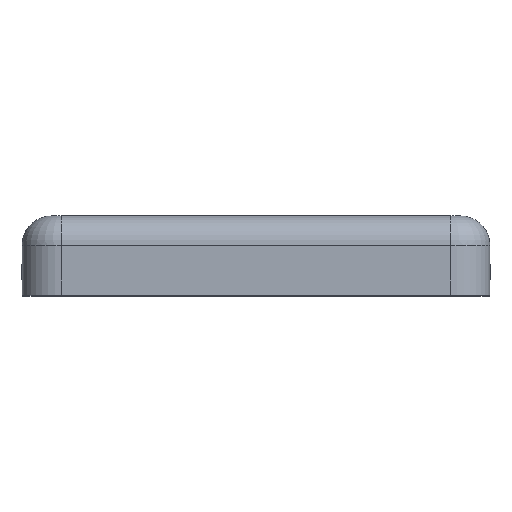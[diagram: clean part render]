
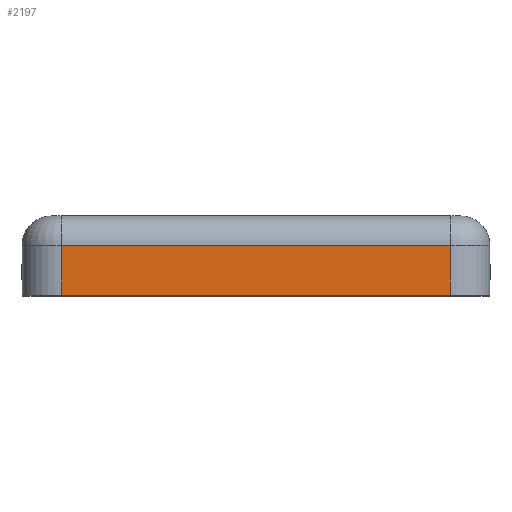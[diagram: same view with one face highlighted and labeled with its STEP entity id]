
A CAD part, top view. The second image highlights one B-rep face of the part: STEP entity #2197.
In plain terms, the highlighted planar face has unit normal (0, 0, 1).
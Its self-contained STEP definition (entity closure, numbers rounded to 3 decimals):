
#30 = CARTESIAN_POINT ( 'NONE',  ( -9.8, -3.7, 13.3 ) ) ;
#163 = EDGE_CURVE ( 'NONE', #2513, #2023, #2958, .T. ) ;
#206 = VECTOR ( 'NONE', #1896, 1000. ) ;
#221 = CARTESIAN_POINT ( 'NONE',  ( 9.8, 0., 13.3 ) ) ;
#267 = VECTOR ( 'NONE', #408, 1000. ) ;
#297 = VECTOR ( 'NONE', #1528, 1000. ) ;
#301 = CARTESIAN_POINT ( 'NONE',  ( -9.8, 0., 13.3 ) ) ;
#382 = EDGE_CURVE ( 'NONE', #2023, #1041, #2629, .T. ) ;
#408 = DIRECTION ( 'NONE',  ( 0., -1., 0. ) ) ;
#450 = VERTEX_POINT ( 'NONE', #2406 ) ;
#568 = EDGE_CURVE ( 'NONE', #2513, #450, #1443, .T. ) ;
#679 = PLANE ( 'NONE',  #1689 ) ;
#802 = EDGE_CURVE ( 'NONE', #450, #1041, #1542, .T. ) ;
#843 = CARTESIAN_POINT ( 'NONE',  ( 9.8, -3.7, 13.3 ) ) ;
#938 = CARTESIAN_POINT ( 'NONE',  ( 9.8, -1.2, 13.3 ) ) ;
#1041 = VERTEX_POINT ( 'NONE', #30 ) ;
#1145 = DIRECTION ( 'NONE',  ( -1., 0., 0. ) ) ;
#1194 = ORIENTED_EDGE ( 'NONE', *, *, #568, .F. ) ;
#1203 = CARTESIAN_POINT ( 'NONE',  ( 9.8, -1.2, 13.3 ) ) ;
#1271 = ORIENTED_EDGE ( 'NONE', *, *, #163, .T. ) ;
#1393 = DIRECTION ( 'NONE',  ( -1., 0., 0. ) ) ;
#1443 = LINE ( 'NONE', #1544, #267 ) ;
#1528 = DIRECTION ( 'NONE',  ( -1., 0., 0. ) ) ;
#1542 = LINE ( 'NONE', #843, #297 ) ;
#1544 = CARTESIAN_POINT ( 'NONE',  ( 9.8, 0., 13.3 ) ) ;
#1689 = AXIS2_PLACEMENT_3D ( 'NONE', #221, #2509, #1145 ) ;
#1792 = CARTESIAN_POINT ( 'NONE',  ( -9.8, -1.2, 13.3 ) ) ;
#1896 = DIRECTION ( 'NONE',  ( 0., -1., 0. ) ) ;
#2023 = VERTEX_POINT ( 'NONE', #1792 ) ;
#2197 = ADVANCED_FACE ( 'NONE', ( #2689 ), #679, .T. ) ;
#2332 = ORIENTED_EDGE ( 'NONE', *, *, #802, .F. ) ;
#2372 = VECTOR ( 'NONE', #1393, 1000. ) ;
#2406 = CARTESIAN_POINT ( 'NONE',  ( 9.8, -3.7, 13.3 ) ) ;
#2500 = EDGE_LOOP ( 'NONE', ( #2332, #1194, #1271, #2516 ) ) ;
#2509 = DIRECTION ( 'NONE',  ( 0., 0., 1. ) ) ;
#2513 = VERTEX_POINT ( 'NONE', #1203 ) ;
#2516 = ORIENTED_EDGE ( 'NONE', *, *, #382, .T. ) ;
#2629 = LINE ( 'NONE', #301, #206 ) ;
#2689 = FACE_OUTER_BOUND ( 'NONE', #2500, .T. ) ;
#2958 = LINE ( 'NONE', #938, #2372 ) ;
